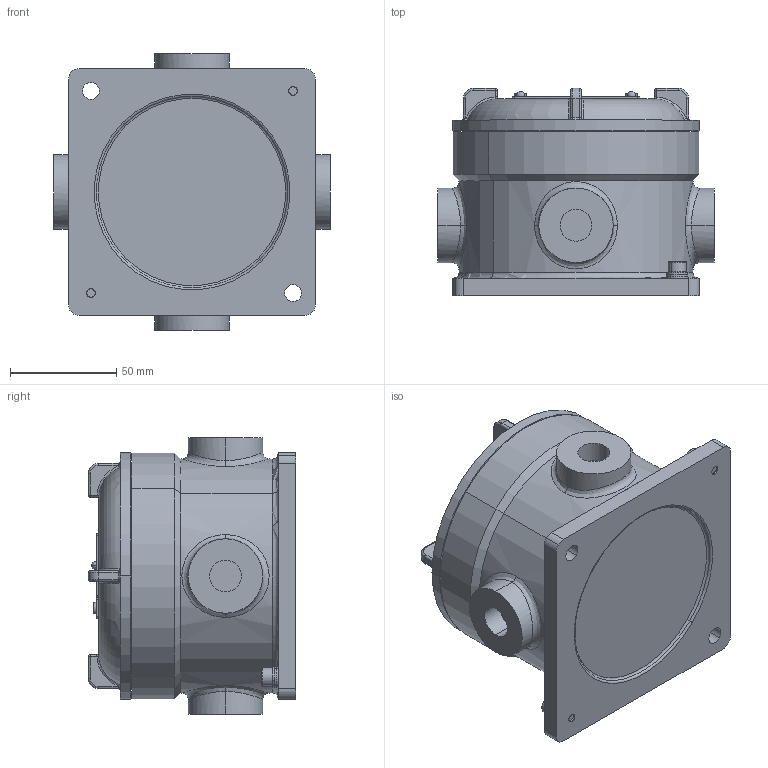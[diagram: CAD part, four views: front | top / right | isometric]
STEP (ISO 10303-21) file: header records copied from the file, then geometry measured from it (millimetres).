
FILE_DESCRIPTION (( 'STEP AP203' ), '1' );
FILE_NAME ('40201010.step', '2019-04-15T14:02:09', ( '' ), ( '' ), 'SwSTEP 2.0', 'SolidWorks 2018', '' );
FILE_SCHEMA (( 'CONFIG_CONTROL_DESIGN' ));
Length unit declared in the file: millimetre
Products named in the file (16): 98087; 70903; 98646; 93414; 92782; 92081; 93427; 40201010; 82454; 70953; 92779; 40301010; 92781; 40000036126_1-5g; 93412_PreviewCfg; 98061
Assembly tree (32 placements, depth 2):
  92782
  40201010
    70903
    82454
    40301010
    98061  x9
    93427  x6
    98087  x3
    92081  x3
    70953
    92781
    93414  x2
    92779
    93412_PreviewCfg  x2
    98646
  40000036126_1-5g
Bounding box: 130 x 97.5 x 130 mm (x, y, z)
Volume: 416114.2 mm3; surface area: 150413.1 mm2
Topology: 32 solids, 32 shells, 923 faces, 2090 edges, 1253 vertices
Faces by surface type: plane 349, cylinder 285, bspline 130, torus 109, cone 42, sphere 8
Entity records: 29327 total; most frequent: CARTESIAN_POINT 12948, ORIENTED_EDGE 2982, DIRECTION 2908, EDGE_CURVE 1491, AXIS2_PLACEMENT_3D 1141, VERTEX_POINT 914, EDGE_LOOP 725, ADVANCED_FACE 651
